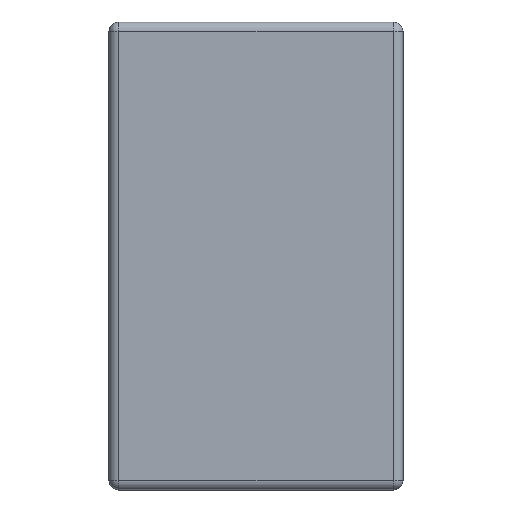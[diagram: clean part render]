
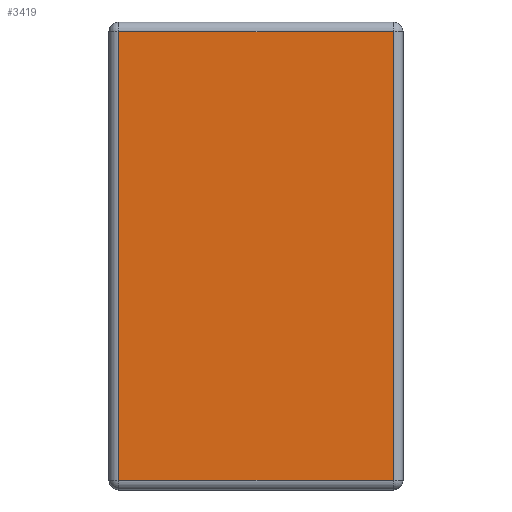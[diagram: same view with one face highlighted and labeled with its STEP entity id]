
A CAD part, left-side view. The second image highlights one B-rep face of the part: STEP entity #3419.
In plain terms, the highlighted planar face has unit normal (-1, 0, 0).
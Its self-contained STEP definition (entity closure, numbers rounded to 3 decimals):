
#68 = DIRECTION ( 'NONE',  ( 0., -1., 0. ) ) ;
#403 = CARTESIAN_POINT ( 'NONE',  ( 0., 0., -3.427 ) ) ;
#433 = EDGE_CURVE ( 'NONE', #2796, #1851, #1026, .T. ) ;
#512 = EDGE_CURVE ( 'NONE', #3536, #3717, #3643, .T. ) ;
#560 = CARTESIAN_POINT ( 'NONE',  ( 0., 0.073, -3.427 ) ) ;
#587 = AXIS2_PLACEMENT_3D ( 'NONE', #4510, #4492, #2671 ) ;
#861 = VECTOR ( 'NONE', #1569, 1000. ) ;
#922 = ORIENTED_EDGE ( 'NONE', *, *, #1662, .T. ) ;
#1026 = LINE ( 'NONE', #1064, #2169 ) ;
#1064 = CARTESIAN_POINT ( 'NONE',  ( 0., 0.073, 0. ) ) ;
#1209 = EDGE_CURVE ( 'NONE', #1851, #3536, #1215, .T. ) ;
#1215 = LINE ( 'NONE', #1837, #1332 ) ;
#1299 = CARTESIAN_POINT ( 'NONE',  ( 0., 0.073, -0.073 ) ) ;
#1301 = ORIENTED_EDGE ( 'NONE', *, *, #512, .T. ) ;
#1332 = VECTOR ( 'NONE', #3598, 1000. ) ;
#1569 = DIRECTION ( 'NONE',  ( 0., 0., -1. ) ) ;
#1590 = EDGE_LOOP ( 'NONE', ( #922, #2085, #3225, #1301 ) ) ;
#1662 = EDGE_CURVE ( 'NONE', #3717, #2796, #3294, .T. ) ;
#1837 = CARTESIAN_POINT ( 'NONE',  ( 0., 2.2, -0.073 ) ) ;
#1851 = VERTEX_POINT ( 'NONE', #1299 ) ;
#2085 = ORIENTED_EDGE ( 'NONE', *, *, #433, .T. ) ;
#2133 = DIRECTION ( 'NONE',  ( 0., 0., 1. ) ) ;
#2169 = VECTOR ( 'NONE', #2133, 1000. ) ;
#2277 = CARTESIAN_POINT ( 'NONE',  ( 0., 2.127, -3.427 ) ) ;
#2419 = CARTESIAN_POINT ( 'NONE',  ( 0., 2.127, -0.073 ) ) ;
#2636 = VECTOR ( 'NONE', #68, 1000. ) ;
#2671 = DIRECTION ( 'NONE',  ( 0., 0., 1. ) ) ;
#2796 = VERTEX_POINT ( 'NONE', #560 ) ;
#3167 = FACE_OUTER_BOUND ( 'NONE', #1590, .T. ) ;
#3225 = ORIENTED_EDGE ( 'NONE', *, *, #1209, .T. ) ;
#3294 = LINE ( 'NONE', #403, #2636 ) ;
#3419 = ADVANCED_FACE ( 'NONE', ( #3167 ), #3721, .T. ) ;
#3536 = VERTEX_POINT ( 'NONE', #2419 ) ;
#3598 = DIRECTION ( 'NONE',  ( 0., 1., 0. ) ) ;
#3643 = LINE ( 'NONE', #3667, #861 ) ;
#3667 = CARTESIAN_POINT ( 'NONE',  ( 0., 2.127, -3.5 ) ) ;
#3717 = VERTEX_POINT ( 'NONE', #2277 ) ;
#3721 = PLANE ( 'NONE',  #587 ) ;
#4492 = DIRECTION ( 'NONE',  ( -1., 0., 0. ) ) ;
#4510 = CARTESIAN_POINT ( 'NONE',  ( 0., 0., 0. ) ) ;
